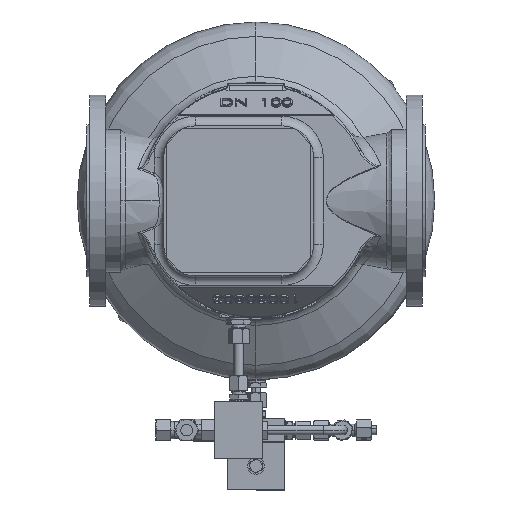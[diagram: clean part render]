
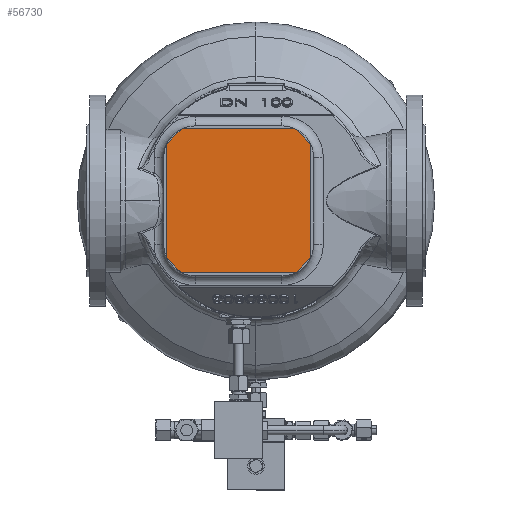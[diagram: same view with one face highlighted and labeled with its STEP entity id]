
A CAD part, front view. The second image highlights one B-rep face of the part: STEP entity #56730.
In plain terms, the highlighted planar face has unit normal (0, -1, 0).
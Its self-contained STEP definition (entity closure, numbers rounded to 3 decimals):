
#1361 = CARTESIAN_POINT ( 'NONE',  ( -18., -88.5, 0. ) ) ;
#1396 = LINE ( 'NONE', #58108, #65539 ) ;
#2726 = VERTEX_POINT ( 'NONE', #9665 ) ;
#3036 = CARTESIAN_POINT ( 'NONE',  ( -18., -88.5, 0. ) ) ;
#4096 = CARTESIAN_POINT ( 'NONE',  ( 40.31, -88.5, -75. ) ) ;
#4504 = ORIENTED_EDGE ( 'NONE', *, *, #23781, .T. ) ;
#5201 = ORIENTED_EDGE ( 'NONE', *, *, #58402, .T. ) ;
#6724 = DIRECTION ( 'NONE',  ( -1., 0., 0. ) ) ;
#8745 = CARTESIAN_POINT ( 'NONE',  ( -76.31, -88.5, 75. ) ) ;
#8829 = ORIENTED_EDGE ( 'NONE', *, *, #68261, .T. ) ;
#8950 = VECTOR ( 'NONE', #68999, 1000. ) ;
#9044 = VERTEX_POINT ( 'NONE', #30665 ) ;
#9665 = CARTESIAN_POINT ( 'NONE',  ( -76.31, -88.5, -75. ) ) ;
#11738 = EDGE_CURVE ( 'Defeature ausgef�hrt1_1214+Defeature ausgef�hrt1_1208+Defeature ausgef�hrt1_1207+Defeature ausgef�hrt1_1209', #50299, #24379, #16922, .T. ) ;
#13222 = LINE ( 'NONE', #41506, #25665 ) ;
#16922 = CIRCLE ( 'NONE', #26204, 95. ) ;
#18718 = CARTESIAN_POINT ( 'NONE',  ( -18., -88.5, 0. ) ) ;
#19210 = DIRECTION ( 'NONE',  ( 0., 0., -1. ) ) ;
#21331 = ORIENTED_EDGE ( 'NONE', *, *, #65915, .T. ) ;
#21544 = CARTESIAN_POINT ( 'NONE',  ( 57., -88.5, -58.31 ) ) ;
#23073 = LINE ( 'NONE', #37141, #8950 ) ;
#23099 = EDGE_CURVE ( 'Defeature ausgef�hrt1_1214+Defeature ausgef�hrt1_1206+Defeature ausgef�hrt1_1213+Defeature ausgef�hrt1_1207', #44306, #2726, #45904, .T. ) ;
#23781 = EDGE_CURVE ( 'Defeature ausgef�hrt1_1214+Defeature ausgef�hrt1_1211+Defeature ausgef�hrt1_1210+Defeature ausgef�hrt1_1212', #61875, #66008, #23073, .T. ) ;
#24029 = DIRECTION ( 'NONE',  ( -1., 0., 0. ) ) ;
#24074 = DIRECTION ( 'NONE',  ( 0., -1., 0. ) ) ;
#24379 = VERTEX_POINT ( 'NONE', #21544 ) ;
#24399 = DIRECTION ( 'NONE',  ( -1., 0., 0. ) ) ;
#25665 = VECTOR ( 'NONE', #46907, 1000. ) ;
#26204 = AXIS2_PLACEMENT_3D ( 'NONE', #28088, #65384, #33521 ) ;
#27864 = AXIS2_PLACEMENT_3D ( 'NONE', #56158, #24074, #61478 ) ;
#28088 = CARTESIAN_POINT ( 'NONE',  ( -18., -88.5, 0. ) ) ;
#28588 = FACE_OUTER_BOUND ( 'NONE', #51330, .T. ) ;
#30665 = CARTESIAN_POINT ( 'NONE',  ( -93., -88.5, 58.31 ) ) ;
#33521 = DIRECTION ( 'NONE',  ( -1., 0., 0. ) ) ;
#34268 = CIRCLE ( 'NONE', #27864, 95. ) ;
#34272 = CIRCLE ( 'NONE', #52089, 95. ) ;
#34957 = AXIS2_PLACEMENT_3D ( 'NONE', #3036, #56482, #24399 ) ;
#37141 = CARTESIAN_POINT ( 'NONE',  ( 40.31, -88.5, 75. ) ) ;
#38231 = CARTESIAN_POINT ( 'NONE',  ( -93., -88.5, -58.31 ) ) ;
#38689 = DIRECTION ( 'NONE',  ( 0., -1., 0. ) ) ;
#40445 = ORIENTED_EDGE ( 'NONE', *, *, #54545, .T. ) ;
#41018 = VECTOR ( 'NONE', #19210, 1000. ) ;
#41506 = CARTESIAN_POINT ( 'NONE',  ( 57., -88.5, -58.31 ) ) ;
#42492 = CARTESIAN_POINT ( 'NONE',  ( 40.31, -88.5, 75. ) ) ;
#44306 = VERTEX_POINT ( 'NONE', #38231 ) ;
#44396 = EDGE_CURVE ( 'Defeature ausgef�hrt1_1214+Defeature ausgef�hrt1_1213+Defeature ausgef�hrt1_1212+Defeature ausgef�hrt1_1206', #9044, #44306, #55254, .T. ) ;
#45904 = CIRCLE ( 'NONE', #68351, 95. ) ;
#46907 = DIRECTION ( 'NONE',  ( 0., 0., 1. ) ) ;
#47432 = DIRECTION ( 'NONE',  ( 1., 0., 0. ) ) ;
#50299 = VERTEX_POINT ( 'NONE', #4096 ) ;
#51110 = PLANE ( 'NONE',  #34957 ) ;
#51256 = CARTESIAN_POINT ( 'NONE',  ( -93., -88.5, -58.31 ) ) ;
#51330 = EDGE_LOOP ( 'NONE', ( #56847, #40445, #67715, #8829, #5201, #4504, #21331, #58244 ) ) ;
#52089 = AXIS2_PLACEMENT_3D ( 'NONE', #18718, #56102, #24029 ) ;
#53280 = CARTESIAN_POINT ( 'NONE',  ( 57., -88.5, 58.31 ) ) ;
#54545 = EDGE_CURVE ( 'Defeature ausgef�hrt1_1214+Defeature ausgef�hrt1_1207+Defeature ausgef�hrt1_1206+Defeature ausgef�hrt1_1208', #2726, #50299, #1396, .T. ) ;
#55254 = LINE ( 'NONE', #51256, #41018 ) ;
#56102 = DIRECTION ( 'NONE',  ( 0., -1., 0. ) ) ;
#56158 = CARTESIAN_POINT ( 'NONE',  ( -18., -88.5, 0. ) ) ;
#56482 = DIRECTION ( 'NONE',  ( 0., -1., 0. ) ) ;
#56730 = ADVANCED_FACE ( 'Defeature ausgef�hrt1_1214', ( #28588 ), #51110, .T. ) ;
#56847 = ORIENTED_EDGE ( 'NONE', *, *, #23099, .T. ) ;
#58108 = CARTESIAN_POINT ( 'NONE',  ( 40.31, -88.5, -75. ) ) ;
#58244 = ORIENTED_EDGE ( 'NONE', *, *, #44396, .T. ) ;
#58402 = EDGE_CURVE ( 'Defeature ausgef�hrt1_1214+Defeature ausgef�hrt1_1210+Defeature ausgef�hrt1_1209+Defeature ausgef�hrt1_1211', #60284, #61875, #34272, .T. ) ;
#60284 = VERTEX_POINT ( 'NONE', #53280 ) ;
#61478 = DIRECTION ( 'NONE',  ( -1., 0., 0. ) ) ;
#61875 = VERTEX_POINT ( 'NONE', #42492 ) ;
#65384 = DIRECTION ( 'NONE',  ( 0., -1., 0. ) ) ;
#65539 = VECTOR ( 'NONE', #47432, 1000. ) ;
#65915 = EDGE_CURVE ( 'Defeature ausgef�hrt1_1214+Defeature ausgef�hrt1_1212+Defeature ausgef�hrt1_1211+Defeature ausgef�hrt1_1213', #66008, #9044, #34268, .T. ) ;
#66008 = VERTEX_POINT ( 'NONE', #8745 ) ;
#67715 = ORIENTED_EDGE ( 'NONE', *, *, #11738, .T. ) ;
#68261 = EDGE_CURVE ( 'Defeature ausgef�hrt1_1214+Defeature ausgef�hrt1_1209+Defeature ausgef�hrt1_1208+Defeature ausgef�hrt1_1210', #24379, #60284, #13222, .T. ) ;
#68351 = AXIS2_PLACEMENT_3D ( 'NONE', #1361, #38689, #6724 ) ;
#68999 = DIRECTION ( 'NONE',  ( -1., 0., 0. ) ) ;
